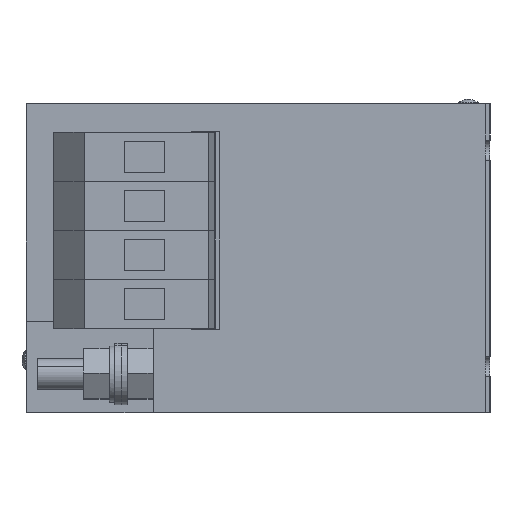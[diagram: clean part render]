
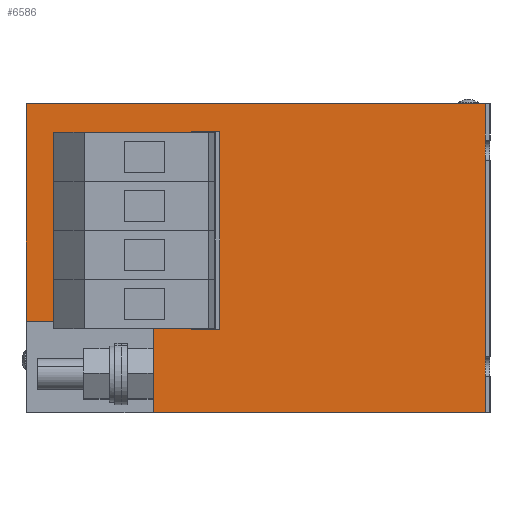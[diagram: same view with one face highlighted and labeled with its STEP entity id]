
A CAD part, left-side view. The second image highlights one B-rep face of the part: STEP entity #6586.
In plain terms, the highlighted planar face has unit normal (-1, 0, 0).
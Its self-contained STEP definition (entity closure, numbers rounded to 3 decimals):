
#19 = ORIENTED_EDGE ( 'NONE', *, *, #3423, .T. ) ;
#145 = VERTEX_POINT ( 'NONE', #7505 ) ;
#149 = VERTEX_POINT ( 'NONE', #10941 ) ;
#191 = EDGE_CURVE ( 'NONE', #8146, #7624, #6000, .T. ) ;
#198 = LINE ( 'NONE', #10424, #4767 ) ;
#292 = CARTESIAN_POINT ( 'NONE',  ( -120., 107.5, -21.15 ) ) ;
#344 = CARTESIAN_POINT ( 'NONE',  ( -120., 139.8, -50.75 ) ) ;
#363 = EDGE_CURVE ( 'NONE', #3217, #9666, #4518, .T. ) ;
#379 = LINE ( 'NONE', #3620, #9709 ) ;
#417 = CARTESIAN_POINT ( 'NONE',  ( -120., 148.6, 49.35 ) ) ;
#442 = CARTESIAN_POINT ( 'NONE',  ( -120., 88.5, 40.05 ) ) ;
#457 = ORIENTED_EDGE ( 'NONE', *, *, #10743, .T. ) ;
#495 = EDGE_CURVE ( 'NONE', #8715, #9666, #8122, .T. ) ;
#637 = ORIENTED_EDGE ( 'NONE', *, *, #6312, .F. ) ;
#661 = ORIENTED_EDGE ( 'NONE', *, *, #3947, .F. ) ;
#714 = LINE ( 'NONE', #4057, #9303 ) ;
#951 = EDGE_CURVE ( 'NONE', #10356, #1928, #6757, .T. ) ;
#997 = ORIENTED_EDGE ( 'NONE', *, *, #10245, .T. ) ;
#1065 = CARTESIAN_POINT ( 'NONE',  ( -120., 0., -23.55 ) ) ;
#1131 = VECTOR ( 'NONE', #5268, 1000. ) ;
#1197 = EDGE_CURVE ( 'NONE', #2747, #8146, #1505, .T. ) ;
#1297 = ORIENTED_EDGE ( 'NONE', *, *, #10609, .F. ) ;
#1315 = EDGE_CURVE ( 'NONE', #1928, #7624, #10207, .T. ) ;
#1387 = CARTESIAN_POINT ( 'NONE',  ( -120., 88.5, -50.75 ) ) ;
#1451 = EDGE_CURVE ( 'NONE', #149, #8715, #379, .T. ) ;
#1505 = LINE ( 'NONE', #2470, #7757 ) ;
#1523 = VERTEX_POINT ( 'NONE', #7907 ) ;
#1928 = VERTEX_POINT ( 'NONE', #9640 ) ;
#2011 = CARTESIAN_POINT ( 'NONE',  ( -120., 139.8, -21.15 ) ) ;
#2088 = ORIENTED_EDGE ( 'NONE', *, *, #191, .F. ) ;
#2160 = CARTESIAN_POINT ( 'NONE',  ( -120., 107.5, -23.55 ) ) ;
#2169 = ORIENTED_EDGE ( 'NONE', *, *, #6201, .F. ) ;
#2238 = DIRECTION ( 'NONE',  ( -1., 0., 0. ) ) ;
#2470 = CARTESIAN_POINT ( 'NONE',  ( -120., 148.6, -50.75 ) ) ;
#2656 = DIRECTION ( 'NONE',  ( 0., 0., 1. ) ) ;
#2747 = VERTEX_POINT ( 'NONE', #8034 ) ;
#2798 = DIRECTION ( 'NONE',  ( 0., 0., 1. ) ) ;
#3055 = DIRECTION ( 'NONE',  ( 0., 0., 1. ) ) ;
#3059 = VECTOR ( 'NONE', #2656, 1000. ) ;
#3073 = ORIENTED_EDGE ( 'NONE', *, *, #495, .T. ) ;
#3088 = CARTESIAN_POINT ( 'NONE',  ( -120., 0., -50.75 ) ) ;
#3154 = LINE ( 'NONE', #8346, #8818 ) ;
#3217 = VERTEX_POINT ( 'NONE', #2160 ) ;
#3282 = CARTESIAN_POINT ( 'NONE',  ( -120., 88.5, -23.75 ) ) ;
#3423 = EDGE_CURVE ( 'NONE', #5048, #145, #7637, .T. ) ;
#3565 = CARTESIAN_POINT ( 'NONE',  ( -120., 0., -50.75 ) ) ;
#3583 = LINE ( 'NONE', #292, #7473 ) ;
#3620 = CARTESIAN_POINT ( 'NONE',  ( -120., -1.501, -23.75 ) ) ;
#3795 = LINE ( 'NONE', #344, #7305 ) ;
#3947 = EDGE_CURVE ( 'NONE', #149, #7321, #6223, .T. ) ;
#3973 = CARTESIAN_POINT ( 'NONE',  ( -120., 107.5, -50.75 ) ) ;
#3989 = PLANE ( 'NONE',  #4505 ) ;
#4057 = CARTESIAN_POINT ( 'NONE',  ( -120., 139.8, -50.75 ) ) ;
#4180 = ORIENTED_EDGE ( 'NONE', *, *, #1315, .T. ) ;
#4227 = DIRECTION ( 'NONE',  ( 0., 0., 1. ) ) ;
#4254 = EDGE_CURVE ( 'NONE', #1523, #5048, #714, .T. ) ;
#4505 = AXIS2_PLACEMENT_3D ( 'NONE', #3088, #2238, #5022 ) ;
#4518 = LINE ( 'NONE', #1065, #5275 ) ;
#4649 = LINE ( 'NONE', #8089, #5743 ) ;
#4767 = VECTOR ( 'NONE', #2798, 1000. ) ;
#4910 = LINE ( 'NONE', #6606, #8989 ) ;
#5022 = DIRECTION ( 'NONE',  ( 0., 0., 1. ) ) ;
#5048 = VERTEX_POINT ( 'NONE', #8413 ) ;
#5089 = EDGE_CURVE ( 'NONE', #145, #6093, #8697, .T. ) ;
#5151 = DIRECTION ( 'NONE',  ( 0., 1., 0. ) ) ;
#5267 = DIRECTION ( 'NONE',  ( 0., 0., 1. ) ) ;
#5268 = DIRECTION ( 'NONE',  ( 0., -1., 0. ) ) ;
#5275 = VECTOR ( 'NONE', #7854, 1000. ) ;
#5646 = DIRECTION ( 'NONE',  ( 0., 0., 1. ) ) ;
#5743 = VECTOR ( 'NONE', #7091, 1000. ) ;
#5896 = DIRECTION ( 'NONE',  ( 0., 0., 1. ) ) ;
#5927 = DIRECTION ( 'NONE',  ( 0., 0., 1. ) ) ;
#6000 = LINE ( 'NONE', #6785, #7808 ) ;
#6093 = VERTEX_POINT ( 'NONE', #442 ) ;
#6201 = EDGE_CURVE ( 'NONE', #10356, #3217, #4910, .T. ) ;
#6223 = LINE ( 'NONE', #7908, #7962 ) ;
#6244 = ORIENTED_EDGE ( 'NONE', *, *, #1451, .T. ) ;
#6312 = EDGE_CURVE ( 'NONE', #7321, #8100, #3154, .T. ) ;
#6334 = DIRECTION ( 'NONE',  ( 0., 1., 0. ) ) ;
#6358 = VECTOR ( 'NONE', #5896, 1000. ) ;
#6427 = VECTOR ( 'NONE', #5646, 1000. ) ;
#6586 = ADVANCED_FACE ( 'NONE', ( #6702 ), #3989, .T. ) ;
#6606 = CARTESIAN_POINT ( 'NONE',  ( -120., 107.5, -21.15 ) ) ;
#6693 = DIRECTION ( 'NONE',  ( 0., -1., 0. ) ) ;
#6702 = FACE_OUTER_BOUND ( 'NONE', #10061, .T. ) ;
#6757 = LINE ( 'NONE', #8558, #7085 ) ;
#6785 = CARTESIAN_POINT ( 'NONE',  ( -120., 88.5, 49.35 ) ) ;
#6806 = CARTESIAN_POINT ( 'NONE',  ( -120., 139.8, -7.65 ) ) ;
#6840 = ORIENTED_EDGE ( 'NONE', *, *, #951, .T. ) ;
#7085 = VECTOR ( 'NONE', #6693, 1000. ) ;
#7091 = DIRECTION ( 'NONE',  ( 0., 0., 1. ) ) ;
#7160 = CARTESIAN_POINT ( 'NONE',  ( -120., 88.5, 40.25 ) ) ;
#7305 = VECTOR ( 'NONE', #3055, 1000. ) ;
#7321 = VERTEX_POINT ( 'NONE', #9841 ) ;
#7333 = EDGE_CURVE ( 'NONE', #8105, #10535, #4649, .T. ) ;
#7473 = VECTOR ( 'NONE', #8036, 1000. ) ;
#7505 = CARTESIAN_POINT ( 'NONE',  ( -120., 139.8, 40.05 ) ) ;
#7624 = VERTEX_POINT ( 'NONE', #10108 ) ;
#7637 = LINE ( 'NONE', #8486, #6358 ) ;
#7757 = VECTOR ( 'NONE', #5927, 1000. ) ;
#7808 = VECTOR ( 'NONE', #10279, 1000. ) ;
#7854 = DIRECTION ( 'NONE',  ( 0., -1., 0. ) ) ;
#7859 = CARTESIAN_POINT ( 'NONE',  ( -120., 0., 40.05 ) ) ;
#7907 = CARTESIAN_POINT ( 'NONE',  ( -120., 139.8, 8.25 ) ) ;
#7908 = CARTESIAN_POINT ( 'NONE',  ( -120., 86., -50.75 ) ) ;
#7962 = VECTOR ( 'NONE', #5267, 1000. ) ;
#8034 = CARTESIAN_POINT ( 'NONE',  ( -120., 148.6, -21.15 ) ) ;
#8036 = DIRECTION ( 'NONE',  ( 0., 1., 0. ) ) ;
#8089 = CARTESIAN_POINT ( 'NONE',  ( -120., 139.8, -50.75 ) ) ;
#8100 = VERTEX_POINT ( 'NONE', #7160 ) ;
#8105 = VERTEX_POINT ( 'NONE', #2011 ) ;
#8122 = LINE ( 'NONE', #1387, #6427 ) ;
#8146 = VERTEX_POINT ( 'NONE', #417 ) ;
#8346 = CARTESIAN_POINT ( 'NONE',  ( -120., -1.501, 40.25 ) ) ;
#8413 = CARTESIAN_POINT ( 'NONE',  ( -120., 139.8, 24.15 ) ) ;
#8486 = CARTESIAN_POINT ( 'NONE',  ( -120., 139.8, -50.75 ) ) ;
#8558 = CARTESIAN_POINT ( 'NONE',  ( -120., 88.5, -50.75 ) ) ;
#8697 = LINE ( 'NONE', #7859, #1131 ) ;
#8715 = VERTEX_POINT ( 'NONE', #3282 ) ;
#8818 = VECTOR ( 'NONE', #5151, 1000. ) ;
#8989 = VECTOR ( 'NONE', #10092, 1000. ) ;
#9133 = CARTESIAN_POINT ( 'NONE',  ( -120., 88.5, -23.55 ) ) ;
#9303 = VECTOR ( 'NONE', #4227, 1000. ) ;
#9472 = ORIENTED_EDGE ( 'NONE', *, *, #7333, .T. ) ;
#9630 = ORIENTED_EDGE ( 'NONE', *, *, #5089, .T. ) ;
#9640 = CARTESIAN_POINT ( 'NONE',  ( -120., 0., -50.75 ) ) ;
#9666 = VERTEX_POINT ( 'NONE', #9133 ) ;
#9709 = VECTOR ( 'NONE', #6334, 1000. ) ;
#9841 = CARTESIAN_POINT ( 'NONE',  ( -120., 86., 40.25 ) ) ;
#10061 = EDGE_LOOP ( 'NONE', ( #10571, #2169, #6840, #4180, #2088, #10485, #1297, #9472, #457, #11163, #19, #9630, #997, #637, #661, #6244, #3073 ) ) ;
#10092 = DIRECTION ( 'NONE',  ( 0., 0., 1. ) ) ;
#10108 = CARTESIAN_POINT ( 'NONE',  ( -120., 0., 49.35 ) ) ;
#10207 = LINE ( 'NONE', #3565, #3059 ) ;
#10245 = EDGE_CURVE ( 'NONE', #6093, #8100, #198, .T. ) ;
#10279 = DIRECTION ( 'NONE',  ( 0., -1., 0. ) ) ;
#10356 = VERTEX_POINT ( 'NONE', #3973 ) ;
#10424 = CARTESIAN_POINT ( 'NONE',  ( -120., 88.5, -50.75 ) ) ;
#10485 = ORIENTED_EDGE ( 'NONE', *, *, #1197, .F. ) ;
#10535 = VERTEX_POINT ( 'NONE', #6806 ) ;
#10571 = ORIENTED_EDGE ( 'NONE', *, *, #363, .F. ) ;
#10609 = EDGE_CURVE ( 'NONE', #8105, #2747, #3583, .T. ) ;
#10743 = EDGE_CURVE ( 'NONE', #10535, #1523, #3795, .T. ) ;
#10941 = CARTESIAN_POINT ( 'NONE',  ( -120., 86., -23.75 ) ) ;
#11163 = ORIENTED_EDGE ( 'NONE', *, *, #4254, .T. ) ;
